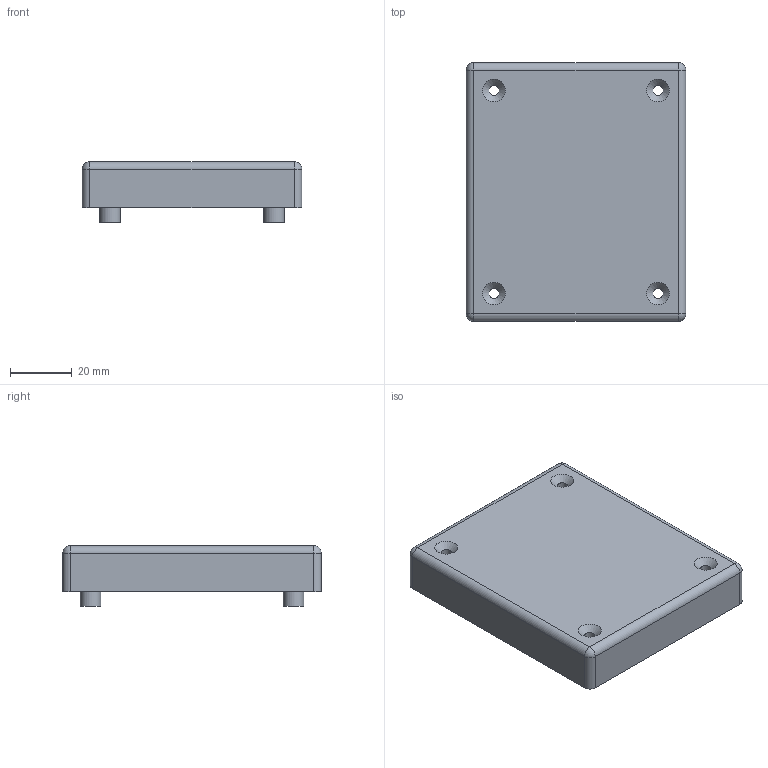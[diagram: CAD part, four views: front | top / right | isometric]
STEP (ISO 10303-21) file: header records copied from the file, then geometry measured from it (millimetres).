
FILE_DESCRIPTION(('FreeCAD Model'),'2;1');
FILE_NAME('main_top.step', '2016-05-31T15:48:52',('Author'),(''), 'Open CASCADE STEP processor 6.8','FreeCAD','Unknown');
FILE_SCHEMA(('AUTOMOTIVE_DESIGN_CC2 { 1 2 10303 214 -1 1 5 4 }'));
Length unit declared in the file: millimetre
Products named in the file (1): Chamfer
Bounding box: 71.5 x 84.2 x 19.73 mm (x, y, z)
Volume: 35501 mm3; surface area: 21212.6 mm2
Topology: 1 solids, 1 shells, 43 faces, 96 edges, 56 vertices
Faces by surface type: cylinder 20, plane 15, cone 4, sphere 4
Full cylindrical faces by diameter (mm): 3.327 x4, 6.689 x4
Entity records: 2425 total; most frequent: CARTESIAN_POINT 508, DIRECTION 366, ORIENTED_EDGE 184, PCURVE 184, DEFINITIONAL_REPRESENTATION 184, LINE 180, VECTOR 180, EDGE_CURVE 92
